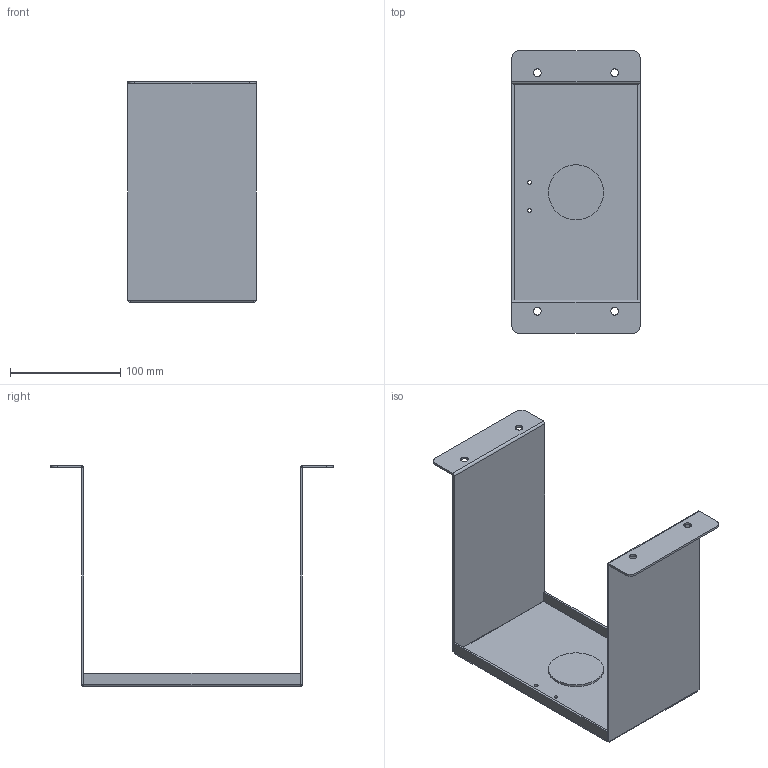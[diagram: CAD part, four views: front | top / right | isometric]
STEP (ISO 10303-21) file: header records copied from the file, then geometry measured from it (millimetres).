
FILE_DESCRIPTION(/* description */ (''),/* implementation_level */ '2;1');
FILE_NAME(/* name */ '翻转机构接料座.stp',/* time_stamp */ '2020-06-06T15:47:26+08:00',/* author */ ('Administrator'),/* organization */ (''),/* preprocessor_version */ 'ST-DEVELOPER v15.6',/* originating_system */ 'Autodesk Inventor 2015',/* authorisation */ '');
FILE_SCHEMA (('AUTOMOTIVE_DESIGN { 1 0 10303 214 3 1 1 }'));
Length unit declared in the file: millimetre
Products named in the file (3): 接料座板; 接料座板B; 翻转机构接料座
Bounding box: 116 x 256 x 200 mm (x, y, z)
Volume: 159007 mm3; surface area: 162958.6 mm2
Topology: 2 solids, 2 shells, 72 faces, 162 edges, 94 vertices
Faces by surface type: plane 48, cylinder 24
Full cylindrical faces by diameter (mm): 3.5 x2, 7 x4, 42 x1, 50 x1
Entity records: 1964 total; most frequent: DIRECTION 350, CARTESIAN_POINT 313, ORIENTED_EDGE 296, EDGE_CURVE 148, AXIS2_PLACEMENT_3D 125, LINE 100, VECTOR 100, EDGE_LOOP 94
